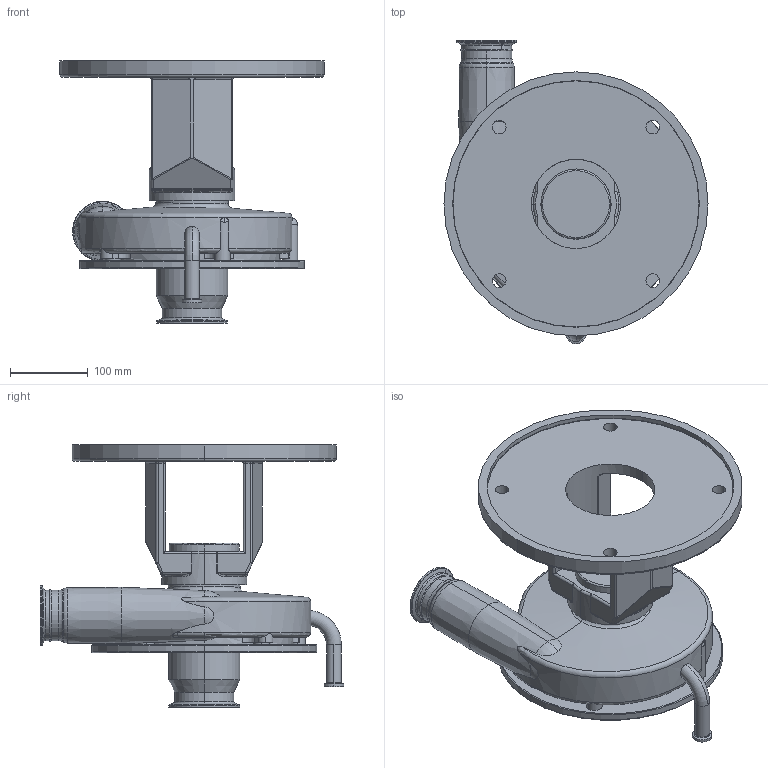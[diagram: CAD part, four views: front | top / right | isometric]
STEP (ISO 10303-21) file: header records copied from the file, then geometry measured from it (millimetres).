
FILE_DESCRIPTION (( 'STEP AP214' ), '1' );
FILE_NAME ('FPR 3541-3542 320TC VERT 3-4 IN ELBOW FRONT DRAIN.STEP', '2023-01-05T16:39:50', ( '' ), ( '' ), 'SwSTEP 2.0', 'SolidWorks 2021', '' );
FILE_SCHEMA (( 'AUTOMOTIVE_DESIGN' ));
Length unit declared in the file: millimetre
Products named in the file (1): FPR 3541-3542 320TC VERT 3-4 IN ELBOW FRONT DRAIN
Bounding box: 340 x 390.9 x 337.5 mm (x, y, z)
Volume: 5820184.7 mm3; surface area: 678387.4 mm2
Topology: 1 solids, 2 shells, 393 faces, 966 edges, 575 vertices
Faces by surface type: cylinder 143, torus 88, plane 63, bspline 45, cone 37, sphere 17
Entity records: 16075 total; most frequent: CARTESIAN_POINT 6996, DIRECTION 1946, ORIENTED_EDGE 1916, EDGE_CURVE 958, AXIS2_PLACEMENT_3D 836, VERTEX_POINT 575, CIRCLE 487, EDGE_LOOP 423
